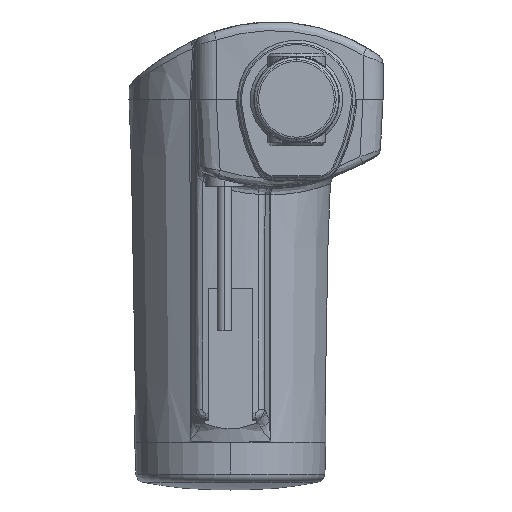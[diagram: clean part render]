
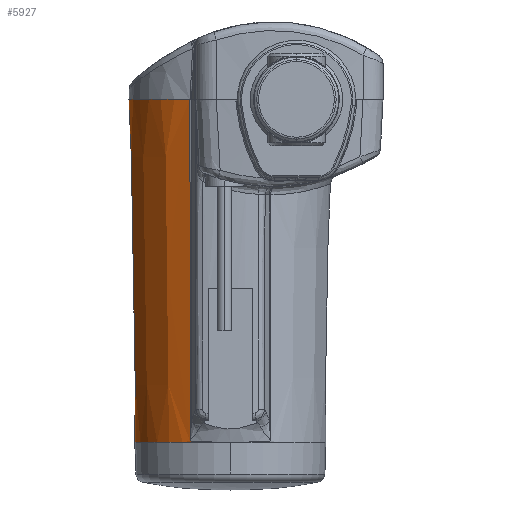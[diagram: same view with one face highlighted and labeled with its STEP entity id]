
A CAD part, left-side view. The second image highlights one B-rep face of the part: STEP entity #5927.
In plain terms, the highlighted conical face has half-angle 1 degrees and reference radius 35.2 mm.
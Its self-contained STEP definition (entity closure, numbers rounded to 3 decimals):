
#5 = AXIS2_PLACEMENT_3D ( 'NONE', #3844, #13397, #5198 ) ;
#82 = CARTESIAN_POINT ( 'NONE',  ( -32.995, 25.902, -118.823 ) ) ;
#626 = CARTESIAN_POINT ( 'NONE',  ( 34.221, 29.004, -25.726 ) ) ;
#794 = LINE ( 'NONE', #7649, #11062 ) ;
#1024 = CONICAL_SURFACE ( 'NONE', #8434, 35.2, 0.017 ) ;
#1047 = CARTESIAN_POINT ( 'NONE',  ( -30.643, 36.88, -87.027 ) ) ;
#1154 = CARTESIAN_POINT ( 'NONE',  ( 34.684, 22.9, -29.588 ) ) ;
#1455 = CARTESIAN_POINT ( 'NONE',  ( -32.604, 28.883, -118.752 ) ) ;
#1666 = DIRECTION ( 'NONE',  ( 0., 0., -1. ) ) ;
#1981 = CARTESIAN_POINT ( 'NONE',  ( 34.545, 26.494, -27.507 ) ) ;
#2276 = CARTESIAN_POINT ( 'NONE',  ( 33.72, 33., 0. ) ) ;
#2406 = CARTESIAN_POINT ( 'NONE',  ( -31.332, 36.886, -50.908 ) ) ;
#2615 = ORIENTED_EDGE ( 'NONE', *, *, #12047, .T. ) ;
#2687 = DIRECTION ( 'NONE',  ( 0., 0., 1. ) ) ;
#2718 = EDGE_CURVE ( 'NONE', #6757, #6473, #8415, .T. ) ;
#2819 = CARTESIAN_POINT ( 'NONE',  ( -31.769, 32.375, -118.592 ) ) ;
#3304 = ORIENTED_EDGE ( 'NONE', *, *, #17096, .T. ) ;
#3360 = CARTESIAN_POINT ( 'NONE',  ( 34.692, 23.823, -29.115 ) ) ;
#3605 = DIRECTION ( 'NONE',  ( -0.017, 0., 1. ) ) ;
#3707 = CARTESIAN_POINT ( 'NONE',  ( -30.043, 36.875, -118.354 ) ) ;
#3762 = CARTESIAN_POINT ( 'NONE',  ( -32.299, 36.894, 0. ) ) ;
#3844 = CARTESIAN_POINT ( 'NONE',  ( 0., 22.9, 0. ) ) ;
#3969 = CIRCLE ( 'NONE', #5, 35.2 ) ;
#4168 = CARTESIAN_POINT ( 'NONE',  ( -31.189, 34.082, -118.472 ) ) ;
#4657 = CARTESIAN_POINT ( 'NONE',  ( 33.397, 32.703, -22.599 ) ) ;
#4809 = ORIENTED_EDGE ( 'NONE', *, *, #2718, .F. ) ;
#5039 = EDGE_CURVE ( 'NONE', #12516, #12644, #3969, .T. ) ;
#5198 = DIRECTION ( 'NONE',  ( -1., 0., 0. ) ) ;
#5470 = CARTESIAN_POINT ( 'NONE',  ( -33.126, 23.498, -118.847 ) ) ;
#5526 = CARTESIAN_POINT ( 'NONE',  ( -30.874, 34.93, -118.404 ) ) ;
#5799 = LINE ( 'NONE', #15827, #9027 ) ;
#5927 = ADVANCED_FACE ( 'NONE', ( #15961 ), #1024, .T. ) ;
#6005 = CARTESIAN_POINT ( 'NONE',  ( 33.549, 32.137, -23.115 ) ) ;
#6191 = VECTOR ( 'NONE', #13184, 1000. ) ;
#6242 = DIRECTION ( 'NONE',  ( 0.017, 0., 1. ) ) ;
#6263 = CARTESIAN_POINT ( 'NONE',  ( -33.125, 22.9, -118.85 ) ) ;
#6425 = CARTESIAN_POINT ( 'NONE',  ( -30.081, 36.875, -116.355 ) ) ;
#6473 = VERTEX_POINT ( 'NONE', #11450 ) ;
#6627 = LINE ( 'NONE', #2276, #6191 ) ;
#6757 = VERTEX_POINT ( 'NONE', #6263 ) ;
#6783 = EDGE_CURVE ( 'NONE', #6757, #13801, #794, .T. ) ;
#6912 = CARTESIAN_POINT ( 'NONE',  ( -30.298, 36.327, -118.344 ) ) ;
#7228 = VERTEX_POINT ( 'NONE', #15839 ) ;
#7404 = CARTESIAN_POINT ( 'NONE',  ( 33.739, 31.373, -23.79 ) ) ;
#7467 = ORIENTED_EDGE ( 'NONE', *, *, #14115, .T. ) ;
#7649 = CARTESIAN_POINT ( 'NONE',  ( -35.2, 22.9, 0. ) ) ;
#7805 = CARTESIAN_POINT ( 'NONE',  ( -30.183, 36.876, -111.022 ) ) ;
#7817 = ORIENTED_EDGE ( 'NONE', *, *, #6783, .T. ) ;
#7882 = CARTESIAN_POINT ( 'NONE',  ( -30.043, 36.875, -118.354 ) ) ;
#8232 = CARTESIAN_POINT ( 'NONE',  ( -33.044, 25.299, -118.832 ) ) ;
#8415 = CIRCLE ( 'NONE', #9801, 33.125 ) ;
#8434 = AXIS2_PLACEMENT_3D ( 'NONE', #12227, #2687, #9490 ) ;
#8789 = CARTESIAN_POINT ( 'NONE',  ( 34.078, 29.809, -25.098 ) ) ;
#8947 = ORIENTED_EDGE ( 'NONE', *, *, #15916, .F. ) ;
#9027 = VECTOR ( 'NONE', #6242, 1000. ) ;
#9203 = CARTESIAN_POINT ( 'NONE',  ( -30.439, 36.878, -97.691 ) ) ;
#9490 = DIRECTION ( 'NONE',  ( -1., 0., 0. ) ) ;
#9614 = CARTESIAN_POINT ( 'NONE',  ( -32.799, 27.7, -118.788 ) ) ;
#9677 = VERTEX_POINT ( 'NONE', #7882 ) ;
#9801 = AXIS2_PLACEMENT_3D ( 'NONE', #9832, #1666, #11195 ) ;
#9832 = CARTESIAN_POINT ( 'NONE',  ( 0., 22.9, -118.85 ) ) ;
#10153 = CARTESIAN_POINT ( 'NONE',  ( 34.454, 27.346, -26.931 ) ) ;
#10455 = CARTESIAN_POINT ( 'NONE',  ( -30.056, 36.875, -117.688 ) ) ;
#10570 = CARTESIAN_POINT ( 'NONE',  ( -30.846, 36.882, -76.362 ) ) ;
#10699 = ORIENTED_EDGE ( 'NONE', *, *, #11448, .F. ) ;
#10731 = VERTEX_POINT ( 'NONE', #1154 ) ;
#10980 = CARTESIAN_POINT ( 'NONE',  ( -32.089, 31.221, -118.654 ) ) ;
#11062 = VECTOR ( 'NONE', #3605, 1000. ) ;
#11166 = EDGE_LOOP ( 'NONE', ( #8947, #4809, #7817, #2615, #7467, #15333, #10699, #3304 ) ) ;
#11195 = DIRECTION ( 'NONE',  ( -1., 0., 0. ) ) ;
#11448 = EDGE_CURVE ( 'NONE', #7228, #12644, #6627, .T. ) ;
#11450 = CARTESIAN_POINT ( 'NONE',  ( 33.125, 22.9, -118.85 ) ) ;
#11528 = CARTESIAN_POINT ( 'NONE',  ( 34.664, 24.734, -28.599 ) ) ;
#11950 = CARTESIAN_POINT ( 'NONE',  ( -31.816, 36.89, -25.454 ) ) ;
#12006 = CARTESIAN_POINT ( 'NONE',  ( 33.72, 33., 0. ) ) ;
#12047 = EDGE_CURVE ( 'NONE', #13801, #9677, #17119, .T. ) ;
#12227 = CARTESIAN_POINT ( 'NONE',  ( 0., 22.9, 0. ) ) ;
#12361 = CARTESIAN_POINT ( 'NONE',  ( -31.289, 33.799, -118.493 ) ) ;
#12516 = VERTEX_POINT ( 'NONE', #12575 ) ;
#12575 = CARTESIAN_POINT ( 'NONE',  ( -32.299, 36.894, 0. ) ) ;
#12644 = VERTEX_POINT ( 'NONE', #12006 ) ;
#12837 = CARTESIAN_POINT ( 'NONE',  ( 33.345, 32.888, -22.427 ) ) ;
#12893 = CARTESIAN_POINT ( 'NONE',  ( 34.684, 22.9, -29.588 ) ) ;
#13184 = DIRECTION ( 'NONE',  ( 0.017, 0.005, 1. ) ) ;
#13397 = DIRECTION ( 'NONE',  ( 0., 0., -1. ) ) ;
#13573 = B_SPLINE_CURVE_WITH_KNOTS ( 'NONE', 3,
 ( #3707, #10455, #14630, #6425, #16011, #7805, #17376, #9203, #1047, #10570, #2406, #11950, #3762 ),
 .UNSPECIFIED., .F., .F.,
 ( 4, 3, 3, 3, 4 ),
 ( 0., 0.002, 0.01, 0.042, 0.118 ),
 .UNSPECIFIED. ) ;
#13724 = CARTESIAN_POINT ( 'NONE',  ( -30.982, 34.648, -118.428 ) ) ;
#13801 = VERTEX_POINT ( 'NONE', #15380 ) ;
#14115 = EDGE_CURVE ( 'NONE', #9677, #12516, #13573, .T. ) ;
#14217 = CARTESIAN_POINT ( 'NONE',  ( 33.449, 32.514, -22.773 ) ) ;
#14630 = CARTESIAN_POINT ( 'NONE',  ( -30.068, 36.875, -117.021 ) ) ;
#14657 = B_SPLINE_CURVE_WITH_KNOTS ( 'NONE', 3,
 ( #12837, #4657, #14217, #6005, #15589, #7404, #16969, #8789, #626, #10153, #1981, #11528, #3360, #12893 ),
 .UNSPECIFIED., .F., .F.,
 ( 4, 2, 2, 2, 2, 2, 4 ),
 ( 0., 0.001, 0.002, 0.003, 0.006, 0.009, 0.012 ),
 .UNSPECIFIED. ) ;
#15055 = CARTESIAN_POINT ( 'NONE',  ( -33.126, 22.9, -118.847 ) ) ;
#15119 = CARTESIAN_POINT ( 'NONE',  ( -30.538, 35.771, -118.355 ) ) ;
#15333 = ORIENTED_EDGE ( 'NONE', *, *, #5039, .T. ) ;
#15380 = CARTESIAN_POINT ( 'NONE',  ( -33.126, 22.9, -118.847 ) ) ;
#15589 = CARTESIAN_POINT ( 'NONE',  ( 33.597, 31.947, -23.285 ) ) ;
#15827 = CARTESIAN_POINT ( 'NONE',  ( 35.2, 22.9, 0. ) ) ;
#15839 = CARTESIAN_POINT ( 'NONE',  ( 33.345, 32.888, -22.427 ) ) ;
#15916 = EDGE_CURVE ( 'NONE', #6473, #10731, #5799, .T. ) ;
#15961 = FACE_OUTER_BOUND ( 'NONE', #11166, .T. ) ;
#16011 = CARTESIAN_POINT ( 'NONE',  ( -30.132, 36.876, -113.688 ) ) ;
#16434 = CARTESIAN_POINT ( 'NONE',  ( -33.109, 24.097, -118.844 ) ) ;
#16491 = CARTESIAN_POINT ( 'NONE',  ( -30.043, 36.875, -118.354 ) ) ;
#16969 = CARTESIAN_POINT ( 'NONE',  ( 33.828, 30.986, -24.121 ) ) ;
#17096 = EDGE_CURVE ( 'NONE', #7228, #10731, #14657, .T. ) ;
#17119 = B_SPLINE_CURVE_WITH_KNOTS ( 'NONE', 3,
 ( #15055, #5470, #16434, #8232, #82, #9614, #1455, #10980, #2819, #12361, #4168, #13724, #5526, #15119, #6912, #16491 ),
 .UNSPECIFIED., .F., .F.,
 ( 4, 2, 2, 2, 2, 2, 2, 4 ),
 ( 0.014, 0.016, 0.018, 0.021, 0.025, 0.026, 0.027, 0.029 ),
 .UNSPECIFIED. ) ;
#17376 = CARTESIAN_POINT ( 'NONE',  ( -30.234, 36.877, -108.356 ) ) ;
